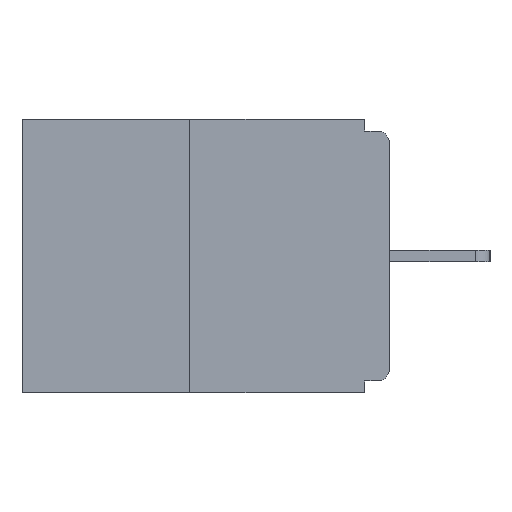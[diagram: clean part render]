
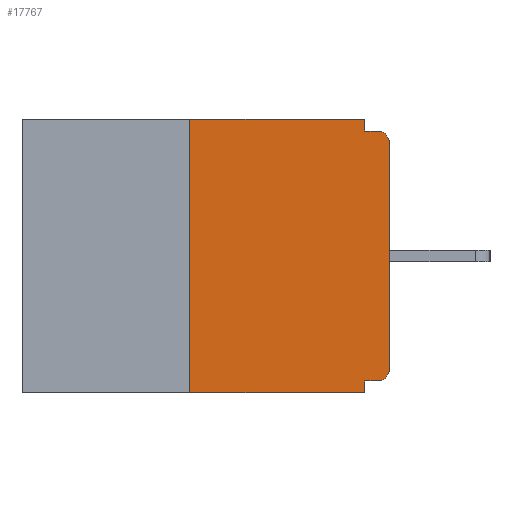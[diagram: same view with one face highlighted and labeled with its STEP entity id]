
A CAD part, left-side view. The second image highlights one B-rep face of the part: STEP entity #17767.
In plain terms, the highlighted planar face has unit normal (-1, 0, 0).
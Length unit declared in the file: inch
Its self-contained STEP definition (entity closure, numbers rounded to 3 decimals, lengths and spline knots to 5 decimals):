
#236 = VECTOR ( 'NONE', #13720, 39.37008 ) ;
#564 = DIRECTION ( 'NONE',  ( 0., -1., 0. ) ) ;
#918 = ORIENTED_EDGE ( 'NONE', *, *, #15193, .F. ) ;
#1085 = DIRECTION ( 'NONE',  ( 0., 0., 1. ) ) ;
#1669 = ORIENTED_EDGE ( 'NONE', *, *, #7411, .F. ) ;
#1683 = LINE ( 'NONE', #15255, #16408 ) ;
#1770 = DIRECTION ( 'NONE',  ( 0., 0., -1. ) ) ;
#1847 = EDGE_CURVE ( 'NONE', #8074, #5644, #6538, .T. ) ;
#1956 = DIRECTION ( 'NONE',  ( 0., -1., 0. ) ) ;
#2249 = CARTESIAN_POINT ( 'NONE',  ( 0., 0.46, -0.343 ) ) ;
#2359 = LINE ( 'NONE', #4040, #15037 ) ;
#2803 = CARTESIAN_POINT ( 'NONE',  ( 0., 0.031, -0.328 ) ) ;
#3197 = PLANE ( 'NONE',  #12552 ) ;
#3217 = CARTESIAN_POINT ( 'NONE',  ( 0., 0.031, 0. ) ) ;
#3461 = DIRECTION ( 'NONE',  ( -1., 0., 0. ) ) ;
#3723 = LINE ( 'NONE', #6407, #18537 ) ;
#3767 = DIRECTION ( 'NONE',  ( 0., 1., 0. ) ) ;
#3867 = ORIENTED_EDGE ( 'NONE', *, *, #4364, .F. ) ;
#4040 = CARTESIAN_POINT ( 'NONE',  ( 0., 0.25, 0. ) ) ;
#4353 = DIRECTION ( 'NONE',  ( -1., 0., 0. ) ) ;
#4364 = EDGE_CURVE ( 'NONE', #5728, #8074, #8205, .T. ) ;
#4511 = EDGE_CURVE ( 'NONE', #5728, #19200, #6499, .T. ) ;
#4918 = LINE ( 'NONE', #2249, #6653 ) ;
#5644 = VERTEX_POINT ( 'NONE', #8037 ) ;
#5728 = VERTEX_POINT ( 'NONE', #16358 ) ;
#5959 = VECTOR ( 'NONE', #15479, 39.37008 ) ;
#6276 = CARTESIAN_POINT ( 'NONE',  ( 0., 0., 0. ) ) ;
#6407 = CARTESIAN_POINT ( 'NONE',  ( 0., 0., -0.015 ) ) ;
#6499 = CIRCLE ( 'NONE', #6812, 0.015 ) ;
#6522 = CARTESIAN_POINT ( 'NONE',  ( 0., 0.015, -0.03 ) ) ;
#6538 = LINE ( 'NONE', #18358, #5959 ) ;
#6653 = VECTOR ( 'NONE', #1956, 39.37008 ) ;
#6812 = AXIS2_PLACEMENT_3D ( 'NONE', #19413, #4353, #17642 ) ;
#6886 = VERTEX_POINT ( 'NONE', #11742 ) ;
#6953 = ORIENTED_EDGE ( 'NONE', *, *, #8641, .T. ) ;
#7263 = EDGE_CURVE ( 'NONE', #13578, #10689, #2359, .T. ) ;
#7411 = EDGE_CURVE ( 'NONE', #17956, #6886, #3723, .T. ) ;
#8037 = CARTESIAN_POINT ( 'NONE',  ( 0., 0.031, -0.343 ) ) ;
#8074 = VERTEX_POINT ( 'NONE', #2803 ) ;
#8205 = LINE ( 'NONE', #11434, #14018 ) ;
#8321 = EDGE_CURVE ( 'NONE', #18828, #6886, #13529, .T. ) ;
#8335 = CARTESIAN_POINT ( 'NONE',  ( 0., 0.46, 0. ) ) ;
#8396 = ORIENTED_EDGE ( 'NONE', *, *, #13666, .F. ) ;
#8493 = ORIENTED_EDGE ( 'NONE', *, *, #7263, .F. ) ;
#8641 = EDGE_CURVE ( 'NONE', #13578, #5644, #4918, .T. ) ;
#10689 = VERTEX_POINT ( 'NONE', #18357 ) ;
#11002 = ORIENTED_EDGE ( 'NONE', *, *, #1847, .F. ) ;
#11434 = CARTESIAN_POINT ( 'NONE',  ( 0., 0., -0.328 ) ) ;
#11645 = CARTESIAN_POINT ( 'NONE',  ( 0., 0., -0.03 ) ) ;
#11742 = CARTESIAN_POINT ( 'NONE',  ( 0., 0.015, -0.015 ) ) ;
#11745 = VECTOR ( 'NONE', #15977, 39.37008 ) ;
#11960 = CARTESIAN_POINT ( 'NONE',  ( 0., 0.46, 0. ) ) ;
#12488 = CARTESIAN_POINT ( 'NONE',  ( 0., 0.25, -0.343 ) ) ;
#12490 = DIRECTION ( 'NONE',  ( 0., 0., -1. ) ) ;
#12552 = AXIS2_PLACEMENT_3D ( 'NONE', #11960, #17979, #19361 ) ;
#13196 = CARTESIAN_POINT ( 'NONE',  ( 0., 0.031, -0.015 ) ) ;
#13529 = CIRCLE ( 'NONE', #14470, 0.015 ) ;
#13578 = VERTEX_POINT ( 'NONE', #12488 ) ;
#13666 = EDGE_CURVE ( 'NONE', #16262, #17956, #1683, .T. ) ;
#13720 = DIRECTION ( 'NONE',  ( 0., 0., 1. ) ) ;
#14018 = VECTOR ( 'NONE', #3767, 39.37008 ) ;
#14470 = AXIS2_PLACEMENT_3D ( 'NONE', #6522, #3461, #12490 ) ;
#15037 = VECTOR ( 'NONE', #1085, 39.37008 ) ;
#15115 = LINE ( 'NONE', #6276, #236 ) ;
#15193 = EDGE_CURVE ( 'NONE', #10689, #16262, #19064, .T. ) ;
#15255 = CARTESIAN_POINT ( 'NONE',  ( 0., 0.031, 0. ) ) ;
#15479 = DIRECTION ( 'NONE',  ( 0., 0., -1. ) ) ;
#15797 = ORIENTED_EDGE ( 'NONE', *, *, #4511, .T. ) ;
#15933 = CARTESIAN_POINT ( 'NONE',  ( 0., 0., -0.313 ) ) ;
#15977 = DIRECTION ( 'NONE',  ( 0., -1., 0. ) ) ;
#16165 = EDGE_CURVE ( 'NONE', #19200, #18828, #15115, .T. ) ;
#16262 = VERTEX_POINT ( 'NONE', #3217 ) ;
#16358 = CARTESIAN_POINT ( 'NONE',  ( 0., 0.015, -0.328 ) ) ;
#16390 = FACE_OUTER_BOUND ( 'NONE', #19176, .T. ) ;
#16408 = VECTOR ( 'NONE', #1770, 39.37008 ) ;
#17615 = ORIENTED_EDGE ( 'NONE', *, *, #8321, .T. ) ;
#17642 = DIRECTION ( 'NONE',  ( 0., 0., -1. ) ) ;
#17767 = ADVANCED_FACE ( 'NONE', ( #16390 ), #3197, .F. ) ;
#17956 = VERTEX_POINT ( 'NONE', #13196 ) ;
#17979 = DIRECTION ( 'NONE',  ( 1., 0., 0. ) ) ;
#18357 = CARTESIAN_POINT ( 'NONE',  ( 0., 0.25, 0. ) ) ;
#18358 = CARTESIAN_POINT ( 'NONE',  ( 0., 0.031, -0.343 ) ) ;
#18537 = VECTOR ( 'NONE', #564, 39.37008 ) ;
#18607 = ORIENTED_EDGE ( 'NONE', *, *, #16165, .T. ) ;
#18828 = VERTEX_POINT ( 'NONE', #11645 ) ;
#19064 = LINE ( 'NONE', #8335, #11745 ) ;
#19176 = EDGE_LOOP ( 'NONE', ( #918, #8493, #6953, #11002, #3867, #15797, #18607, #17615, #1669, #8396 ) ) ;
#19200 = VERTEX_POINT ( 'NONE', #15933 ) ;
#19361 = DIRECTION ( 'NONE',  ( 0., 0., -1. ) ) ;
#19413 = CARTESIAN_POINT ( 'NONE',  ( 0., 0.015, -0.313 ) ) ;
